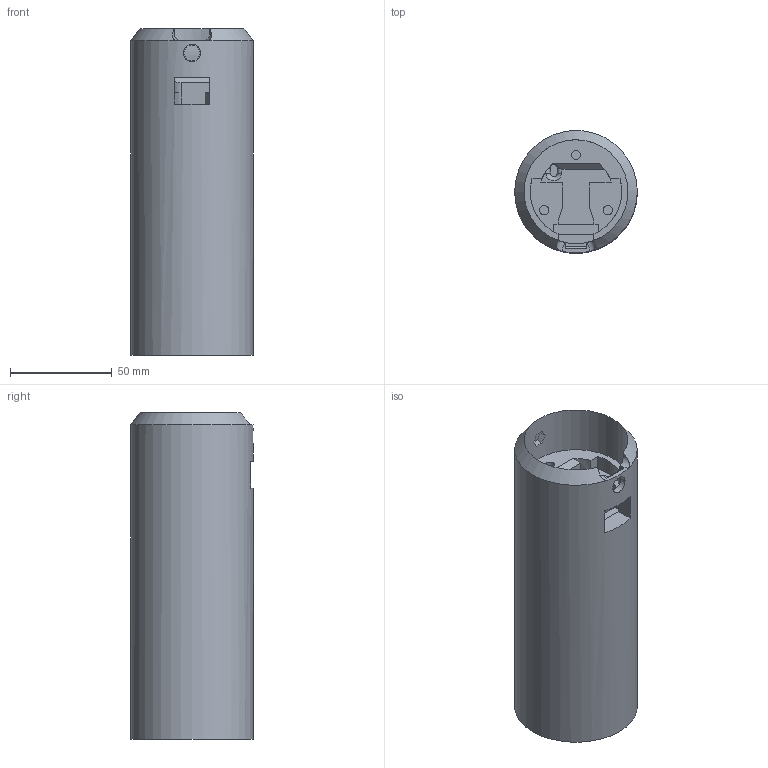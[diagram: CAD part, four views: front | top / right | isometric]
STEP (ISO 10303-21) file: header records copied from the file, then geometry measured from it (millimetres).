
FILE_DESCRIPTION(/* description */ (''),/* implementation_level */ '2;1');
FILE_NAME(/* name */ 'STEP_BottomStructureMain_for_jake.step',/* time_stamp */ '2023-12-30T10:49:20-08:00',/* author */ (''),/* organization */ (''),/* preprocessor_version */ 'ST-DEVELOPER v20',/* originating_system */ 'Autodesk Translation Framework v12.14.0.127',/* authorisation */ '');
FILE_SCHEMA (('AUTOMOTIVE_DESIGN { 1 0 10303 214 3 1 1 }'));
Length unit declared in the file: millimetre
Products named in the file (1): Bottom Structure Main
Bounding box: 60.4 x 60.4 x 161 mm (x, y, z)
Volume: 189600.3 mm3; surface area: 74317.3 mm2
Topology: 1 solids, 4 shells, 152 faces, 392 edges, 256 vertices
Faces by surface type: plane 98, cylinder 35, bspline 10, cone 6, torus 3
Full cylindrical faces by diameter (mm): 3 x4, 3.4 x1, 4.5 x3, 8.6 x1, 8.8 x3, 51.2 x1, 51.6 x1, 60.4 x1
Entity records: 5079 total; most frequent: CARTESIAN_POINT 1316, ORIENTED_EDGE 782, DIRECTION 771, EDGE_CURVE 391, AXIS2_PLACEMENT_3D 273, VERTEX_POINT 256, LINE 225, VECTOR 225
